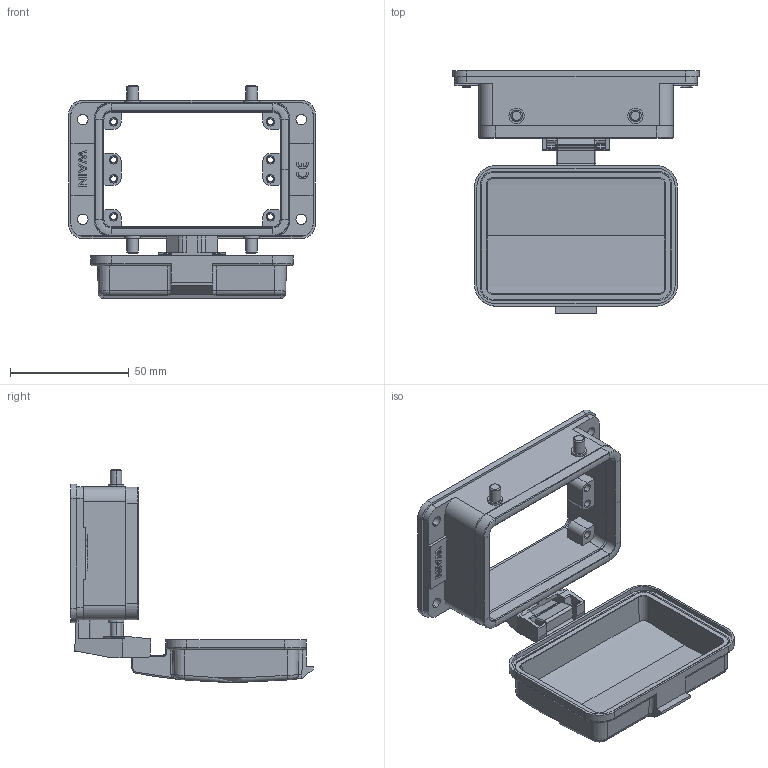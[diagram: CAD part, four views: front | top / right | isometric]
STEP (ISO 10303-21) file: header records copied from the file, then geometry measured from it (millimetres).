
FILE_DESCRIPTION(/* description */ (''),/* implementation_level */ '2;1');
FILE_NAME(/* name */ '3D_1100323701001_H32A-BK-4B-CV_V1.1.stp',/* time_stamp */ '2023-12-12T13:28:33+08:00',/* author */ (''),/* organization */ (''),/* preprocessor_version */ 'ST-DEVELOPER v18.1',/* originating_system */ 'SIEMENS PLM Software NX 1980',/* authorisation */ '');
FILE_SCHEMA (('FEATURE_BASED_PROCESS_PLANNING','PROCESS_PLANNING_SCHEMA'));
Length unit declared in the file: millimetre
Products named in the file (1): 3D_1100323701001_H32A-BK-4B-CV_V1.0_stp
Bounding box: 103.9 x 102.1 x 89.65 mm (x, y, z)
Volume: 62436.9 mm3; surface area: 47523.2 mm2
Topology: 1 solids, 1 shells, 607 faces, 1566 edges, 992 vertices
Faces by surface type: plane 280, cylinder 240, torus 50, cone 24, bspline 9, sphere 4
Entity records: 19241 total; most frequent: CARTESIAN_POINT 4475, ORIENTED_EDGE 3126, DIRECTION 3021, EDGE_CURVE 1563, AXIS2_PLACEMENT_3D 1083, VERTEX_POINT 992, LINE 855, VECTOR 855
